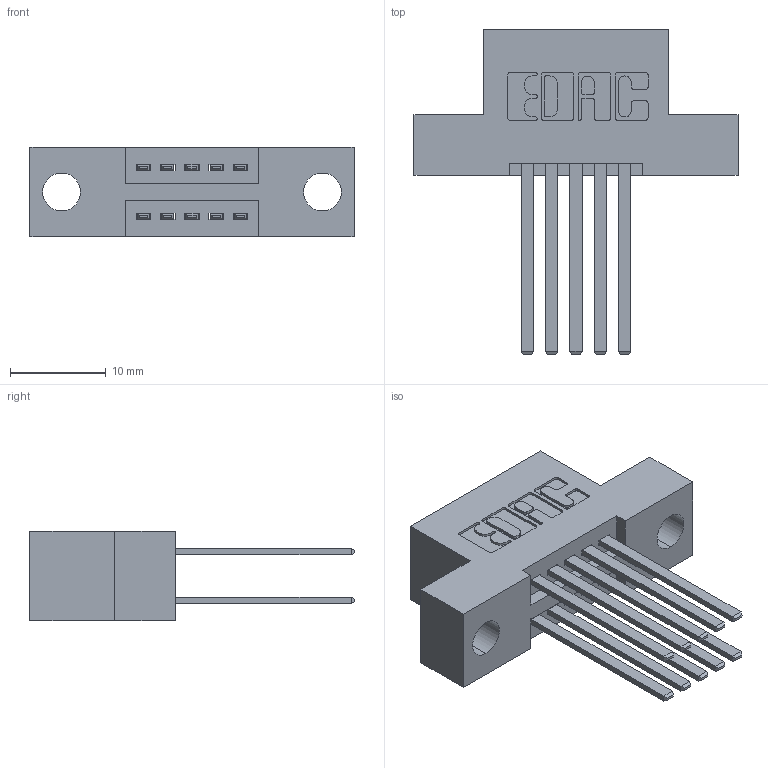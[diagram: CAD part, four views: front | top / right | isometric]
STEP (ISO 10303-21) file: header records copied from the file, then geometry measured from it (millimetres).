
FILE_DESCRIPTION (( 'STEP AP203' ), '1' );
FILE_NAME ('395-010-544-204.STEP', '2021-06-14T17:25:40', ( '' ), ( '' ), 'SwSTEP 2.0', 'SolidWorks 2020', '' );
FILE_SCHEMA (( 'CONFIG_CONTROL_DESIGN' ));
Length unit declared in the file: inch
Products named in the file (3): 345 Part_Flush Mounting Lugs - 0.156 Dia-TI; 395-010-544-204; 345-292-001_345-293-144
Assembly tree (11 placements, depth 2):
  395-010-544-204
    345 Part_Flush Mounting Lugs - 0.156 Dia-TI
    345-292-001_345-293-144  x10
Bounding box: 33.91 x 33.96 x 9.4 mm (x, y, z)
Volume: 2984.7 mm3; surface area: 3957.8 mm2
Topology: 11 solids, 11 shells, 580 faces, 1687 edges, 1110 vertices
Faces by surface type: plane 384, cylinder 196
Entity records: 9139 total; most frequent: CARTESIAN_POINT 1570, ORIENTED_EDGE 1502, DIRECTION 1427, EDGE_CURVE 751, VECTOR 603, LINE 603, VERTEX_POINT 498, AXIS2_PLACEMENT_3D 412
